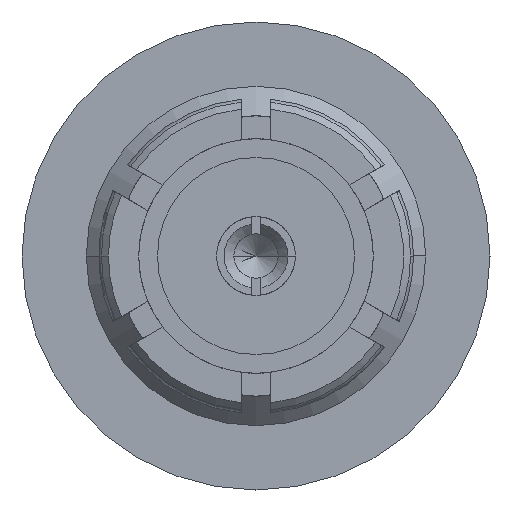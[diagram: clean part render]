
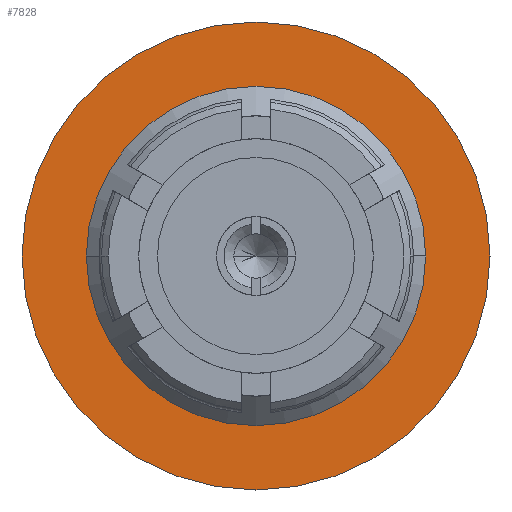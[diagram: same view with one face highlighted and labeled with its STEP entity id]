
A CAD part, left-side view. The second image highlights one B-rep face of the part: STEP entity #7828.
In plain terms, the highlighted planar face has unit normal (-1, 0, 0).
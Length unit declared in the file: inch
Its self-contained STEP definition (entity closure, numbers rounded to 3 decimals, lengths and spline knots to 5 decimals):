
#39 = CARTESIAN_POINT ( 'NONE',  ( -0.91836, 0.0678, 0. ) ) ;
#308 = CARTESIAN_POINT ( 'NONE',  ( -0.91836, 0., 0. ) ) ;
#449 = EDGE_LOOP ( 'NONE', ( #5118, #8818 ) ) ;
#594 = CARTESIAN_POINT ( 'NONE',  ( -0.91836, 0., 0. ) ) ;
#776 = AXIS2_PLACEMENT_3D ( 'NONE', #308, #1897, #9378 ) ;
#1229 = DIRECTION ( 'NONE',  ( 0., -1., 0. ) ) ;
#1500 = CIRCLE ( 'NONE', #2282, 0.0678 ) ;
#1565 = CIRCLE ( 'NONE', #776, 0.0935 ) ;
#1622 = DIRECTION ( 'NONE',  ( -1., 0., 0. ) ) ;
#1897 = DIRECTION ( 'NONE',  ( -1., 0., 0. ) ) ;
#2282 = AXIS2_PLACEMENT_3D ( 'NONE', #2418, #4742, #9297 ) ;
#2418 = CARTESIAN_POINT ( 'NONE',  ( -0.91836, 0., 0. ) ) ;
#2555 = EDGE_LOOP ( 'NONE', ( #5280, #6627 ) ) ;
#2948 = DIRECTION ( 'NONE',  ( 0., 0., 1. ) ) ;
#2984 = CIRCLE ( 'NONE', #9322, 0.0935 ) ;
#3249 = CARTESIAN_POINT ( 'NONE',  ( -0.91836, -0.0678, 0. ) ) ;
#3691 = FACE_BOUND ( 'NONE', #449, .T. ) ;
#4244 = VERTEX_POINT ( 'NONE', #6482 ) ;
#4425 = DIRECTION ( 'NONE',  ( 0., -1., 0. ) ) ;
#4742 = DIRECTION ( 'NONE',  ( -1., 0., 0. ) ) ;
#5118 = ORIENTED_EDGE ( 'NONE', *, *, #8610, .F. ) ;
#5280 = ORIENTED_EDGE ( 'NONE', *, *, #6424, .T. ) ;
#5289 = AXIS2_PLACEMENT_3D ( 'NONE', #5916, #8752, #1229 ) ;
#5380 = FACE_OUTER_BOUND ( 'NONE', #2555, .T. ) ;
#5916 = CARTESIAN_POINT ( 'NONE',  ( -0.91836, 0., 0. ) ) ;
#5941 = DIRECTION ( 'NONE',  ( -1., 0., 0. ) ) ;
#6295 = EDGE_CURVE ( 'NONE', #6869, #4244, #1565, .T. ) ;
#6424 = EDGE_CURVE ( 'NONE', #4244, #6869, #2984, .T. ) ;
#6482 = CARTESIAN_POINT ( 'NONE',  ( -0.91836, -0.0935, 0. ) ) ;
#6627 = ORIENTED_EDGE ( 'NONE', *, *, #6295, .T. ) ;
#6869 = VERTEX_POINT ( 'NONE', #7929 ) ;
#7262 = VERTEX_POINT ( 'NONE', #39 ) ;
#7522 = EDGE_CURVE ( 'NONE', #8379, #7262, #8302, .T. ) ;
#7828 = ADVANCED_FACE ( 'NONE', ( #5380, #3691 ), #8255, .T. ) ;
#7832 = AXIS2_PLACEMENT_3D ( 'NONE', #8355, #1622, #2948 ) ;
#7929 = CARTESIAN_POINT ( 'NONE',  ( -0.91836, 0.0935, 0. ) ) ;
#8255 = PLANE ( 'NONE',  #7832 ) ;
#8302 = CIRCLE ( 'NONE', #5289, 0.0678 ) ;
#8355 = CARTESIAN_POINT ( 'NONE',  ( -0.91836, -0.0678, 0. ) ) ;
#8379 = VERTEX_POINT ( 'NONE', #3249 ) ;
#8610 = EDGE_CURVE ( 'NONE', #7262, #8379, #1500, .T. ) ;
#8752 = DIRECTION ( 'NONE',  ( -1., 0., 0. ) ) ;
#8818 = ORIENTED_EDGE ( 'NONE', *, *, #7522, .F. ) ;
#9297 = DIRECTION ( 'NONE',  ( 0., -1., 0. ) ) ;
#9322 = AXIS2_PLACEMENT_3D ( 'NONE', #594, #5941, #4425 ) ;
#9378 = DIRECTION ( 'NONE',  ( 0., -1., 0. ) ) ;
